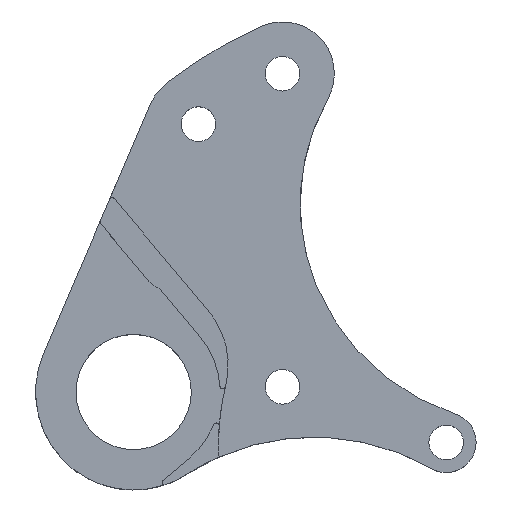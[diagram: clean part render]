
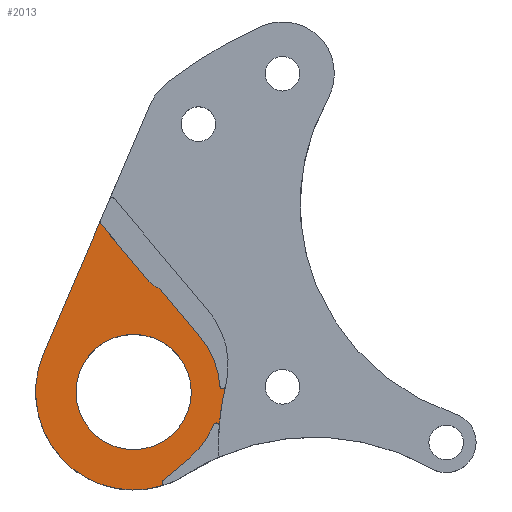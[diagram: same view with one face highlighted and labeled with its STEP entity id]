
A CAD part, top view. The second image highlights one B-rep face of the part: STEP entity #2013.
In plain terms, the highlighted planar face has unit normal (0, 0, 1).
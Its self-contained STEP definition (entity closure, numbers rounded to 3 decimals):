
#29 = AXIS2_PLACEMENT_3D ( 'NONE', #1530, #1141, #1950 ) ;
#85 = ORIENTED_EDGE ( 'NONE', *, *, #1162, .T. ) ;
#87 = FACE_BOUND ( 'NONE', #2486, .T. ) ;
#99 = CARTESIAN_POINT ( 'NONE',  ( 94.519, -165.539, 3.5 ) ) ;
#104 = CARTESIAN_POINT ( 'NONE',  ( 121.626, -162.587, 3.5 ) ) ;
#164 = CARTESIAN_POINT ( 'NONE',  ( 104.447, -143.082, 3.5 ) ) ;
#170 = CARTESIAN_POINT ( 'NONE',  ( -9.268, -7.79, 3.5 ) ) ;
#173 = ORIENTED_EDGE ( 'NONE', *, *, #1024, .T. ) ;
#174 = AXIS2_PLACEMENT_3D ( 'NONE', #264, #1297, #1876 ) ;
#201 = EDGE_CURVE ( 'NONE', #1849, #2188, #1279, .T. ) ;
#206 = DIRECTION ( 'NONE',  ( 1., 0., 0. ) ) ;
#243 = EDGE_CURVE ( 'NONE', #2188, #1563, #1414, .T. ) ;
#244 = LINE ( 'NONE', #1047, #852 ) ;
#264 = CARTESIAN_POINT ( 'NONE',  ( 0., 0., 3.5 ) ) ;
#271 = ORIENTED_EDGE ( 'NONE', *, *, #1460, .T. ) ;
#278 = AXIS2_PLACEMENT_3D ( 'NONE', #601, #2570, #1355 ) ;
#286 = DIRECTION ( 'NONE',  ( 1., 0., 0. ) ) ;
#291 = EDGE_CURVE ( 'NONE', #1849, #517, #1685, .T. ) ;
#301 = VERTEX_POINT ( 'NONE', #953 ) ;
#303 = CARTESIAN_POINT ( 'NONE',  ( 110.143, -172.238, 3.5 ) ) ;
#309 = ORIENTED_EDGE ( 'NONE', *, *, #904, .F. ) ;
#316 = CARTESIAN_POINT ( 'NONE',  ( 124.982, -178.156, 3.5 ) ) ;
#381 = VERTEX_POINT ( 'NONE', #1291 ) ;
#408 = VERTEX_POINT ( 'NONE', #641 ) ;
#414 = DIRECTION ( 'NONE',  ( -0.766, -0.643, 0. ) ) ;
#428 = LINE ( 'NONE', #858, #869 ) ;
#471 = VERTEX_POINT ( 'NONE', #1027 ) ;
#509 = DIRECTION ( 'NONE',  ( 1., 0., 0. ) ) ;
#512 = AXIS2_PLACEMENT_3D ( 'NONE', #1106, #717, #1913 ) ;
#517 = VERTEX_POINT ( 'NONE', #316 ) ;
#545 = VERTEX_POINT ( 'NONE', #1080 ) ;
#559 = ORIENTED_EDGE ( 'NONE', *, *, #650, .T. ) ;
#587 = DIRECTION ( 'NONE',  ( 1., 0., 0. ) ) ;
#601 = CARTESIAN_POINT ( 'NONE',  ( 110.143, -172.238, 3.5 ) ) ;
#641 = CARTESIAN_POINT ( 'NONE',  ( 124.021, -177.931, 3.5 ) ) ;
#650 = EDGE_CURVE ( 'NONE', #660, #408, #1276, .T. ) ;
#655 = DIRECTION ( 'NONE',  ( 1., 0., 0. ) ) ;
#660 = VERTEX_POINT ( 'NONE', #2201 ) ;
#674 = ORIENTED_EDGE ( 'NONE', *, *, #795, .F. ) ;
#682 = VECTOR ( 'NONE', #2148, 1000. ) ;
#687 = DIRECTION ( 'NONE',  ( 0., 0., 1. ) ) ;
#700 = DIRECTION ( 'NONE',  ( 0., 0., -1. ) ) ;
#717 = DIRECTION ( 'NONE',  ( 0., 0., 1. ) ) ;
#747 = DIRECTION ( 'NONE',  ( 0., 0., -1. ) ) ;
#789 = ORIENTED_EDGE ( 'NONE', *, *, #935, .T. ) ;
#791 = DIRECTION ( 'NONE',  ( -0.643, 0.766, 0. ) ) ;
#795 = EDGE_CURVE ( 'NONE', #660, #2585, #428, .T. ) ;
#852 = VECTOR ( 'NONE', #1854, 1000. ) ;
#858 = CARTESIAN_POINT ( 'NONE',  ( 140.086, -166.666, 3.5 ) ) ;
#869 = VECTOR ( 'NONE', #414, 1000. ) ;
#904 = EDGE_CURVE ( 'NONE', #545, #301, #1919, .T. ) ;
#908 = VERTEX_POINT ( 'NONE', #99 ) ;
#914 = AXIS2_PLACEMENT_3D ( 'NONE', #303, #1319, #1909 ) ;
#935 = EDGE_CURVE ( 'NONE', #908, #1941, #954, .T. ) ;
#953 = CARTESIAN_POINT ( 'NONE',  ( 120.143, -172.238, 3.5 ) ) ;
#954 = CIRCLE ( 'NONE', #29, 17. ) ;
#1024 = EDGE_CURVE ( 'NONE', #2180, #1262, #2414, .T. ) ;
#1027 = CARTESIAN_POINT ( 'NONE',  ( 104.371, -142.563, 3.5 ) ) ;
#1047 = CARTESIAN_POINT ( 'NONE',  ( 139.797, -59.941, 3.5 ) ) ;
#1055 = PLANE ( 'NONE',  #174 ) ;
#1056 = AXIS2_PLACEMENT_3D ( 'NONE', #2479, #687, #2467 ) ;
#1080 = CARTESIAN_POINT ( 'NONE',  ( 100.143, -172.238, 3.5 ) ) ;
#1085 = ORIENTED_EDGE ( 'NONE', *, *, #2483, .T. ) ;
#1098 = CIRCLE ( 'NONE', #2437, 0.5 ) ;
#1106 = CARTESIAN_POINT ( 'NONE',  ( 115.868, -150.453, 3.5 ) ) ;
#1141 = DIRECTION ( 'NONE',  ( 0., 0., 1. ) ) ;
#1156 = DIRECTION ( 'NONE',  ( 0., 0., 1. ) ) ;
#1159 = AXIS2_PLACEMENT_3D ( 'NONE', #1756, #1971, #2014 ) ;
#1162 = EDGE_CURVE ( 'NONE', #381, #471, #2377, .T. ) ;
#1203 = CARTESIAN_POINT ( 'NONE',  ( 164.36, -180.996, 3.5 ) ) ;
#1224 = CIRCLE ( 'NONE', #1056, 10. ) ;
#1262 = VERTEX_POINT ( 'NONE', #164 ) ;
#1276 = CIRCLE ( 'NONE', #1878, 15. ) ;
#1279 = CIRCLE ( 'NONE', #1159, 0.5 ) ;
#1291 = CARTESIAN_POINT ( 'NONE',  ( 104.33, -142.76, 3.5 ) ) ;
#1297 = DIRECTION ( 'NONE',  ( 0., 0., 1. ) ) ;
#1299 = CIRCLE ( 'NONE', #1639, 0.5 ) ;
#1319 = DIRECTION ( 'NONE',  ( 0., 0., 1. ) ) ;
#1326 = VERTEX_POINT ( 'NONE', #2320 ) ;
#1355 = DIRECTION ( 'NONE',  ( 1., 0., 0. ) ) ;
#1370 = ORIENTED_EDGE ( 'NONE', *, *, #1887, .F. ) ;
#1379 = CARTESIAN_POINT ( 'NONE',  ( 112.806, -153.026, 3.5 ) ) ;
#1414 = CIRCLE ( 'NONE', #278, 15. ) ;
#1432 = AXIS2_PLACEMENT_3D ( 'NONE', #1947, #747, #509 ) ;
#1452 = VECTOR ( 'NONE', #791, 1000. ) ;
#1460 = EDGE_CURVE ( 'NONE', #471, #908, #244, .T. ) ;
#1474 = CIRCLE ( 'NONE', #512, 4. ) ;
#1530 = CARTESIAN_POINT ( 'NONE',  ( 110.143, -172.238, 3.5 ) ) ;
#1537 = CARTESIAN_POINT ( 'NONE',  ( -8.809, -7.404, 3.5 ) ) ;
#1559 = EDGE_CURVE ( 'NONE', #2180, #1326, #1474, .T. ) ;
#1563 = VERTEX_POINT ( 'NONE', #104 ) ;
#1610 = ORIENTED_EDGE ( 'NONE', *, *, #291, .F. ) ;
#1639 = AXIS2_PLACEMENT_3D ( 'NONE', #2500, #700, #1656 ) ;
#1641 = CARTESIAN_POINT ( 'NONE',  ( 110.143, -172.238, 3.5 ) ) ;
#1655 = EDGE_CURVE ( 'NONE', #1262, #381, #1098, .T. ) ;
#1656 = DIRECTION ( 'NONE',  ( 1., 0., 0. ) ) ;
#1682 = ORIENTED_EDGE ( 'NONE', *, *, #1559, .F. ) ;
#1685 = CIRCLE ( 'NONE', #2276, 39.479 ) ;
#1694 = ORIENTED_EDGE ( 'NONE', *, *, #243, .T. ) ;
#1714 = EDGE_CURVE ( 'NONE', #1326, #1563, #1973, .T. ) ;
#1756 = CARTESIAN_POINT ( 'NONE',  ( 125.606, -171.171, 3.5 ) ) ;
#1801 = CARTESIAN_POINT ( 'NONE',  ( 126.091, -171.293, 3.5 ) ) ;
#1836 = ORIENTED_EDGE ( 'NONE', *, *, #1977, .T. ) ;
#1847 = CARTESIAN_POINT ( 'NONE',  ( 104.83, -142.76, 3.5 ) ) ;
#1849 = VERTEX_POINT ( 'NONE', #1801 ) ;
#1854 = DIRECTION ( 'NONE',  ( -0.394, -0.919, 0. ) ) ;
#1876 = DIRECTION ( 'NONE',  ( 1., 0., 0. ) ) ;
#1878 = AXIS2_PLACEMENT_3D ( 'NONE', #1641, #2284, #286 ) ;
#1887 = EDGE_CURVE ( 'NONE', #301, #545, #1224, .T. ) ;
#1907 = CARTESIAN_POINT ( 'NONE',  ( 115.242, -187.547, 3.5 ) ) ;
#1909 = DIRECTION ( 'NONE',  ( 1., 0., 0. ) ) ;
#1913 = DIRECTION ( 'NONE',  ( 1., 0., 0. ) ) ;
#1919 = CIRCLE ( 'NONE', #914, 10. ) ;
#1941 = VERTEX_POINT ( 'NONE', #2490 ) ;
#1942 = CIRCLE ( 'NONE', #1432, 0.5 ) ;
#1947 = CARTESIAN_POINT ( 'NONE',  ( 124.484, -178.12, 3.5 ) ) ;
#1950 = DIRECTION ( 'NONE',  ( 1., 0., 0. ) ) ;
#1971 = DIRECTION ( 'NONE',  ( 0., 0., -1. ) ) ;
#1973 = LINE ( 'NONE', #1537, #682 ) ;
#1977 = EDGE_CURVE ( 'NONE', #1941, #2585, #1299, .T. ) ;
#2013 = ADVANCED_FACE ( 'NONE', ( #87, #2246 ), #1055, .T. ) ;
#2014 = DIRECTION ( 'NONE',  ( 1., 0., 0. ) ) ;
#2076 = DIRECTION ( 'NONE',  ( 0., 0., -1. ) ) ;
#2148 = DIRECTION ( 'NONE',  ( 0.643, -0.766, 0. ) ) ;
#2180 = VERTEX_POINT ( 'NONE', #1379 ) ;
#2188 = VERTEX_POINT ( 'NONE', #2389 ) ;
#2201 = CARTESIAN_POINT ( 'NONE',  ( 119.795, -183.721, 3.5 ) ) ;
#2217 = AXIS2_PLACEMENT_3D ( 'NONE', #1847, #2076, #655 ) ;
#2219 = ORIENTED_EDGE ( 'NONE', *, *, #1714, .F. ) ;
#2246 = FACE_OUTER_BOUND ( 'NONE', #2258, .T. ) ;
#2258 = EDGE_LOOP ( 'NONE', ( #789, #1836, #674, #559, #1085, #1610, #2464, #1694, #2219, #1682, #173, #2571, #85, #271 ) ) ;
#2276 = AXIS2_PLACEMENT_3D ( 'NONE', #1203, #1156, #206 ) ;
#2284 = DIRECTION ( 'NONE',  ( 0., 0., 1. ) ) ;
#2320 = CARTESIAN_POINT ( 'NONE',  ( 114.621, -154.253, 3.5 ) ) ;
#2377 = CIRCLE ( 'NONE', #2217, 0.5 ) ;
#2389 = CARTESIAN_POINT ( 'NONE',  ( 125.108, -171.205, 3.5 ) ) ;
#2414 = LINE ( 'NONE', #170, #1452 ) ;
#2437 = AXIS2_PLACEMENT_3D ( 'NONE', #2556, #2545, #587 ) ;
#2464 = ORIENTED_EDGE ( 'NONE', *, *, #201, .T. ) ;
#2467 = DIRECTION ( 'NONE',  ( 1., 0., 0. ) ) ;
#2479 = CARTESIAN_POINT ( 'NONE',  ( 110.143, -172.238, 3.5 ) ) ;
#2483 = EDGE_CURVE ( 'NONE', #408, #517, #1942, .T. ) ;
#2486 = EDGE_LOOP ( 'NONE', ( #1370, #309 ) ) ;
#2490 = CARTESIAN_POINT ( 'NONE',  ( 115.404, -188.404, 3.5 ) ) ;
#2500 = CARTESIAN_POINT ( 'NONE',  ( 115.564, -187.93, 3.5 ) ) ;
#2545 = DIRECTION ( 'NONE',  ( 0., 0., -1. ) ) ;
#2556 = CARTESIAN_POINT ( 'NONE',  ( 104.83, -142.76, 3.5 ) ) ;
#2570 = DIRECTION ( 'NONE',  ( 0., 0., 1. ) ) ;
#2571 = ORIENTED_EDGE ( 'NONE', *, *, #1655, .T. ) ;
#2585 = VERTEX_POINT ( 'NONE', #1907 ) ;
